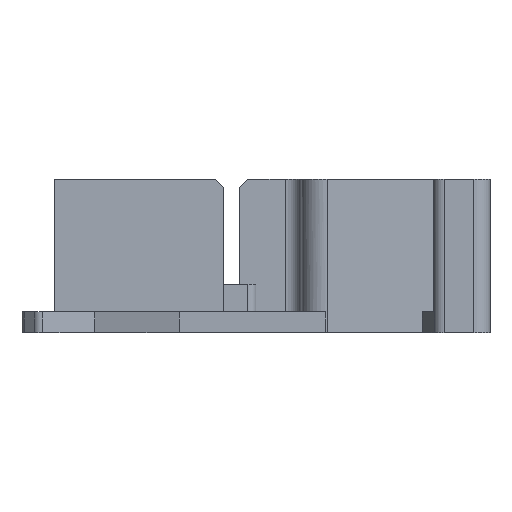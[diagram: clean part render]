
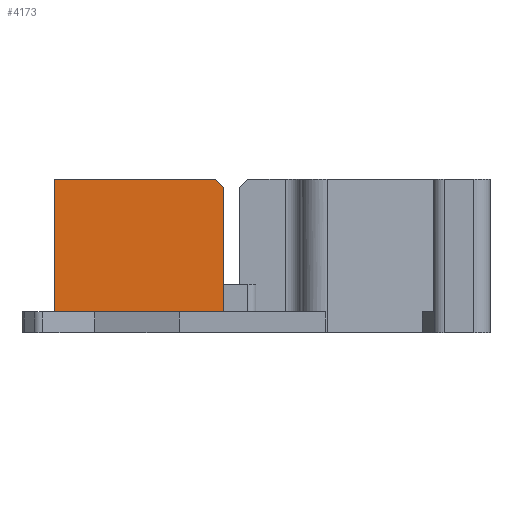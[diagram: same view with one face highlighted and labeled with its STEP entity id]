
A CAD part, left-side view. The second image highlights one B-rep face of the part: STEP entity #4173.
In plain terms, the highlighted planar face has unit normal (-1, 0, 0).
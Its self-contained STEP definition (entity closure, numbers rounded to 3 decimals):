
#1067=DIRECTION('',(0.,-1.,0.));
#1068=VECTOR('',#1067,10.5);
#1069=CARTESIAN_POINT('',(-2.7,19.5,-3.45));
#1070=LINE('',#1069,#1068);
#1440=DIRECTION('',(0.,0.,1.));
#1441=VECTOR('',#1440,7.7);
#1442=CARTESIAN_POINT('',(-2.7,9.,-3.45));
#1443=LINE('',#1442,#1441);
#1444=DIRECTION('',(0.,-0.707,-0.707));
#1445=VECTOR('',#1444,0.707);
#1446=CARTESIAN_POINT('',(-2.7,9.5,4.75));
#1447=LINE('',#1446,#1445);
#1448=DIRECTION('',(0.,0.,1.));
#1449=VECTOR('',#1448,8.2);
#1450=CARTESIAN_POINT('',(-2.7,19.5,-3.45));
#1451=LINE('',#1450,#1449);
#1452=DIRECTION('',(0.,-1.,0.));
#1453=VECTOR('',#1452,10.);
#1454=CARTESIAN_POINT('',(-2.7,19.5,4.75));
#1455=LINE('',#1454,#1453);
#2404=CARTESIAN_POINT('',(-2.7,9.5,4.75));
#2405=VERTEX_POINT('',#2404);
#2406=CARTESIAN_POINT('',(-2.7,19.5,4.75));
#2407=VERTEX_POINT('',#2406);
#2585=CARTESIAN_POINT('',(-2.7,19.5,-3.45));
#2586=VERTEX_POINT('',#2585);
#2587=CARTESIAN_POINT('',(-2.7,9.,-3.45));
#2588=VERTEX_POINT('',#2587);
#2597=CARTESIAN_POINT('',(-2.7,9.,4.25));
#2598=VERTEX_POINT('',#2597);
#4160=CARTESIAN_POINT('',(-2.7,9.,4.75));
#4161=DIRECTION('',(1.,0.,0.));
#4162=DIRECTION('',(0.,1.,0.));
#4163=AXIS2_PLACEMENT_3D('',#4160,#4161,#4162);
#4164=PLANE('',#4163);
#4165=ORIENTED_EDGE('',*,*,#4140,.T.);
#4166=ORIENTED_EDGE('',*,*,#4155,.F.);
#4167=ORIENTED_EDGE('',*,*,#3558,.F.);
#4168=ORIENTED_EDGE('',*,*,#4005,.T.);
#4170=ORIENTED_EDGE('',*,*,#4169,.T.);
#4171=EDGE_LOOP('',(#4165,#4166,#4167,#4168,#4170));
#4172=FACE_OUTER_BOUND('',#4171,.F.);
#4173=ADVANCED_FACE('',(#4172),#4164,.F.);
#3558=EDGE_CURVE('',#2586,#2588,#1070,.T.);
#4005=EDGE_CURVE('',#2586,#2407,#1451,.T.);
#4140=EDGE_CURVE('',#2405,#2598,#1447,.T.);
#4155=EDGE_CURVE('',#2588,#2598,#1443,.T.);
#4169=EDGE_CURVE('',#2407,#2405,#1455,.T.);
